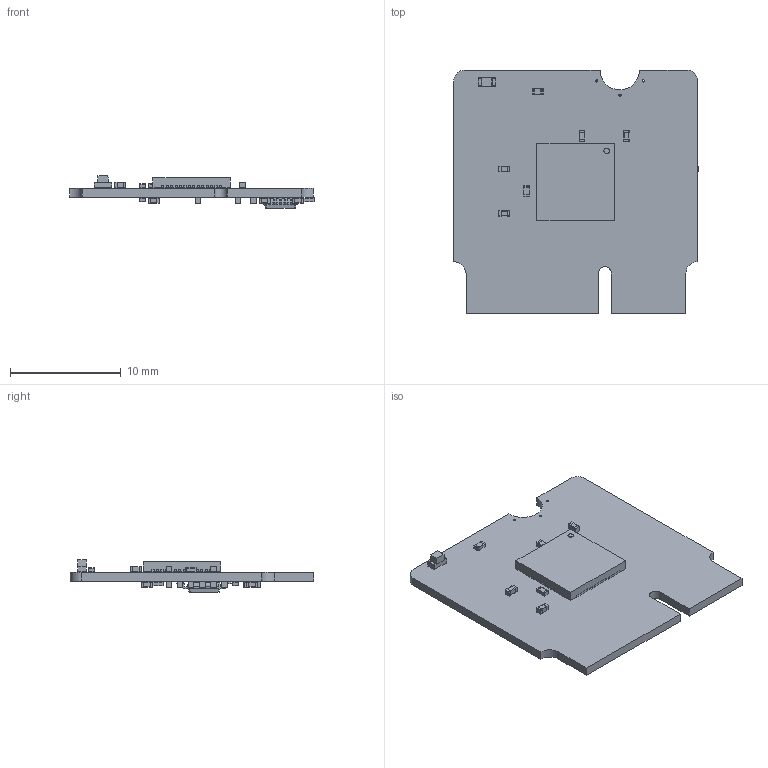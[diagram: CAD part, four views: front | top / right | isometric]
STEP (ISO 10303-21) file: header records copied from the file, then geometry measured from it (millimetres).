
FILE_DESCRIPTION(('KiCad electronic assembly'),'2;1');
FILE_NAME('MicroMod-RP2040-ProcessorBoard.step','2021-03-31T14:44:38',( 'An Author'),('A Company'),'Open CASCADE STEP processor 6.9', 'KiCad to STEP converter','Unknown');
FILE_SCHEMA(('AUTOMOTIVE_DESIGN { 1 0 10303 214 1 1 1 1 }'));
Length unit declared in the file: millimetre
Products named in the file (12): Open CASCADE STEP translator 6.9 1; QFN-56-1EP_7x7mm_P0.4mm_EP5.6x5.6mm; SOLID; MSOP-10_3x3mm_P0.5mm; R_0402_1005Metric; LED_0603_1608Metric; C_0402_1005Metric; COMPOUND
Assembly tree (34 placements, depth 3):
  Open CASCADE STEP translator 6.9 1
    QFN-56-1EP_7x7mm_P0.4mm_EP5.6x5.6mm
      SOLID
    MSOP-10_3x3mm_P0.5mm
      SOLID
    R_0402_1005Metric  x9
      SOLID
    LED_0603_1608Metric
      SOLID
    C_0402_1005Metric  x16
      SOLID
    COMPOUND
Bounding box: 22.09 x 21.97 x 2.95 mm (x, y, z)
Volume: 428 mm3; surface area: 1241.1 mm2
Topology: 29 solids, 29 shells, 1314 faces, 3552 edges, 2332 vertices
Faces by surface type: plane 876, cylinder 404, bspline 34
Full cylindrical faces by diameter (mm): 0.2 x28, 0.5 x2
Entity records: 52654 total; most frequent: CARTESIAN_POINT 9331, DIRECTION 7195, LINE 5042, VECTOR 5042, ORIENTED_EDGE 3856, PCURVE 3856, DEFINITIONAL_REPRESENTATION 3856, EDGE_CURVE 1928
